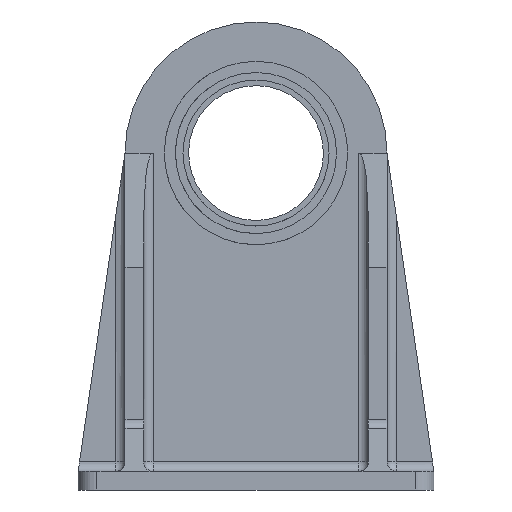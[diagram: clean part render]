
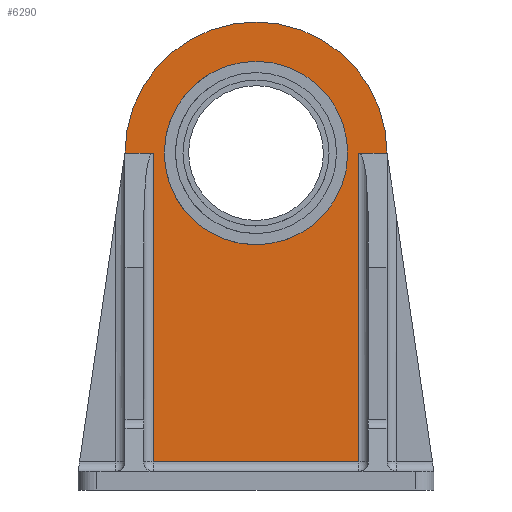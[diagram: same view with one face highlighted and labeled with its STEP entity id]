
A CAD part, front view. The second image highlights one B-rep face of the part: STEP entity #6290.
In plain terms, the highlighted planar face has unit normal (0, -1, 0).
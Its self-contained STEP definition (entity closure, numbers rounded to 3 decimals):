
#1760=CARTESIAN_POINT('',(-55.,-109.3,-165.));
#1770=DIRECTION('',(0.,0.,1.));
#1780=VECTOR('',#1770,1.);
#1790=LINE('',#1760,#1780);
#1800=CARTESIAN_POINT('',(-55.,-109.3,-165.));
#1810=VERTEX_POINT('',#1800);
#1820=CARTESIAN_POINT('',(-55.,-109.3,0.));
#1830=VERTEX_POINT('',#1820);
#1840=EDGE_CURVE('',#1810,#1830,#1790,.T.);
#5540=CARTESIAN_POINT('',(23.492,-109.3,-43.002));
#5550=VERTEX_POINT('',#5540);
#5580=CARTESIAN_POINT('',(0.,-109.3,0.));
#5590=DIRECTION('',(0.,1.,0.));
#5600=DIRECTION('',(-0.479,0.,
0.878));
#5610=AXIS2_PLACEMENT_3D('',#5580,#5590,#5600);
#5620=CIRCLE('',#5610,49.);
#5630=CARTESIAN_POINT('',(-23.492,-109.3,43.002));
#5640=VERTEX_POINT('',#5630);
#5650=EDGE_CURVE('',#5550,#5640,#5620,.T.);
#5770=CARTESIAN_POINT('',(0.,-109.3,0.));
#5780=DIRECTION('',(0.,-1.,0.));
#5790=DIRECTION('',(-1.,0.,0.));
#5800=AXIS2_PLACEMENT_3D('',#5770,#5780,#5790);
#5810=PLANE('',#5800);
#5820=ORIENTED_EDGE('',*,*,#1840,.F.);
#5830=CARTESIAN_POINT('',(-70.,-109.3,0.));
#5840=DIRECTION('',(1.,0.,0.));
#5850=VECTOR('',#5840,1.);
#5860=LINE('',#5830,#5850);
#5870=CARTESIAN_POINT('',(-70.,-109.3,0.));
#5880=VERTEX_POINT('',#5870);
#5890=EDGE_CURVE('',#5880,#1830,#5860,.T.);
#5900=ORIENTED_EDGE('',*,*,#5890,.T.);
#5910=CARTESIAN_POINT('',(0.,-109.3,
0.));
#5920=DIRECTION('',(0.,-1.,0.));
#5930=DIRECTION('',(1.,0.,0.));
#5940=AXIS2_PLACEMENT_3D('',#5910,#5920,#5930);
#5950=CIRCLE('',#5940,70.);
#5960=CARTESIAN_POINT('',(70.,-109.3,0.));
#5970=VERTEX_POINT('',#5960);
#5980=EDGE_CURVE('',#5970,#5880,#5950,.T.);
#5990=ORIENTED_EDGE('',*,*,#5980,.T.);
#6000=CARTESIAN_POINT('',(60.,-109.3,0.));
#6010=DIRECTION('',(-1.,0.,0.));
#6020=VECTOR('',#6010,1.);
#6030=LINE('',#6000,#6020);
#6040=CARTESIAN_POINT('',(55.,-109.3,0.));
#6050=VERTEX_POINT('',#6040);
#6060=EDGE_CURVE('',#5970,#6050,#6030,.T.);
#6070=ORIENTED_EDGE('',*,*,#6060,.F.);
#6080=CARTESIAN_POINT('',(55.,-109.3,0.));
#6090=DIRECTION('',(0.,0.,-1.));
#6100=VECTOR('',#6090,1.);
#6110=LINE('',#6080,#6100);
#6120=CARTESIAN_POINT('',(55.,-109.3,-165.));
#6130=VERTEX_POINT('',#6120);
#6140=EDGE_CURVE('',#6050,#6130,#6110,.T.);
#6150=ORIENTED_EDGE('',*,*,#6140,.F.);
#6160=CARTESIAN_POINT('',(55.,-109.3,-165.));
#6170=DIRECTION('',(-1.,0.,0.));
#6180=VECTOR('',#6170,1.);
#6190=LINE('',#6160,#6180);
#6200=EDGE_CURVE('',#6130,#1810,#6190,.T.);
#6210=ORIENTED_EDGE('',*,*,#6200,.F.);
#6220=EDGE_LOOP('',(#6210,#6150,#6070,#5990,#5900,#5820));
#6230=FACE_OUTER_BOUND('',#6220,.T.);
#6240=EDGE_CURVE('',#5640,#5550,#5620,.T.);
#6250=ORIENTED_EDGE('',*,*,#6240,.T.);
#6260=ORIENTED_EDGE('',*,*,#5650,.T.);
#6270=EDGE_LOOP('',(#6260,#6250));
#6280=FACE_BOUND('',#6270,.T.);
#6290=ADVANCED_FACE('',(#6230,#6280),#5810,.T.);
